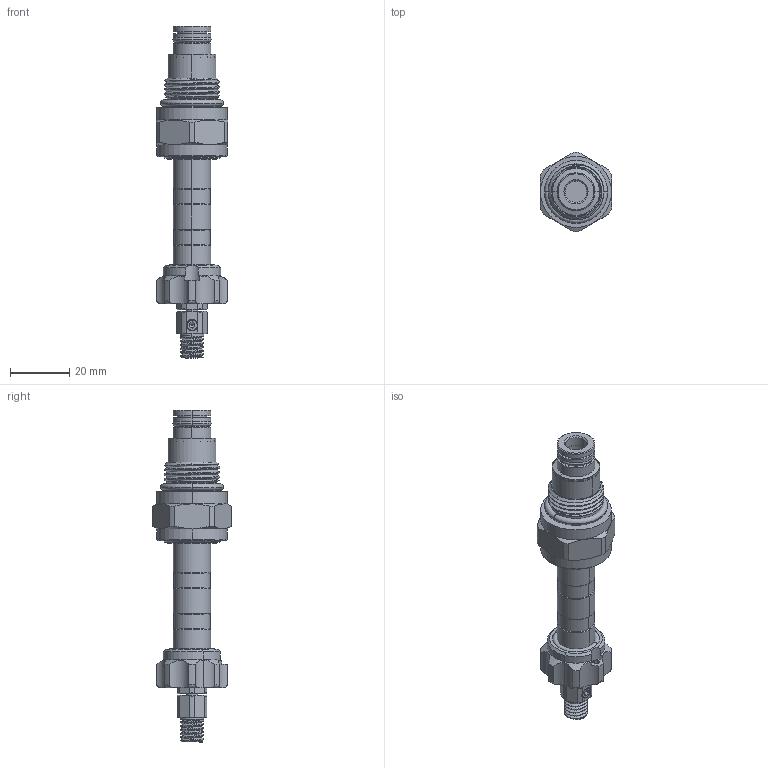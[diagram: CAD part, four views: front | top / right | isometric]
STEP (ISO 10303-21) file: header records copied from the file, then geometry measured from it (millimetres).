
FILE_DESCRIPTION (( 'STEP AP203' ), '1' );
FILE_NAME ('EP08W2A07L05.STEP', '2016-08-12T08:45:37', ( '' ), ( '' ), 'SwSTEP 2.0', 'SolidWorks 2012', '' );
FILE_SCHEMA (( 'CONFIG_CONTROL_DESIGN' ));
Length unit declared in the file: millimetre
Products named in the file (1): EP08W2A07L05
Bounding box: 24 x 26.66 x 111.87 mm (x, y, z)
Volume: 22882 mm3; surface area: 10100.2 mm2
Topology: 5 solids, 6 shells, 342 faces, 845 edges, 533 vertices
Faces by surface type: cylinder 155, cone 72, plane 62, torus 28, bspline 25
Entity records: 25537 total; most frequent: CARTESIAN_POINT 17849, ORIENTED_EDGE 1690, DIRECTION 1514, EDGE_CURVE 845, AXIS2_PLACEMENT_3D 635, VERTEX_POINT 533, EDGE_LOOP 370, FACE_OUTER_BOUND 342
